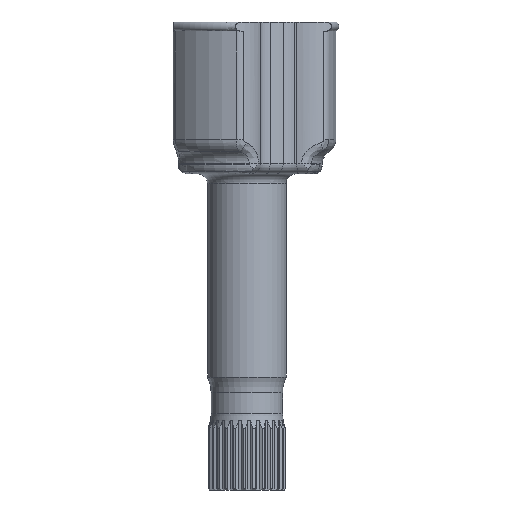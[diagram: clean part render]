
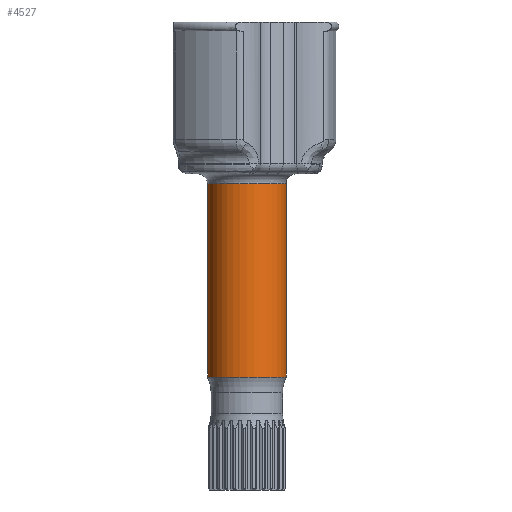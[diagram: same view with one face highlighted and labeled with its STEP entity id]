
A CAD part, left-side view. The second image highlights one B-rep face of the part: STEP entity #4527.
In plain terms, the highlighted cylindrical face has radius 13.995 mm (diameter 27.99 mm), a partial arc.
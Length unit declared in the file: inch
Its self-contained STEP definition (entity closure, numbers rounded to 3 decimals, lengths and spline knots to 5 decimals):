
#580 = EDGE_CURVE ( 'NONE', #9921, #9917, #3967, .T. ) ;
#777 = EDGE_CURVE ( 'NONE', #9923, #9921, #4003, .T. ) ;
#778 = EDGE_CURVE ( 'NONE', #9922, #9917, #4005, .T. ) ;
#781 = EDGE_CURVE ( 'NONE', #9923, #9922, #4006, .T. ) ;
#998 = AXIS2_PLACEMENT_3D ( 'NONE', #3495, #3492, #3491 ) ;
#2553 = AXIS2_PLACEMENT_3D ( 'NONE', #10805, #10806, #10807 ) ;
#2554 = AXIS2_PLACEMENT_3D ( 'NONE', #10802, #10803, #10804 ) ;
#2942 = ORIENTED_EDGE ( 'NONE', *, *, #781, .F. ) ;
#2943 = ORIENTED_EDGE ( 'NONE', *, *, #777, .T. ) ;
#2944 = ORIENTED_EDGE ( 'NONE', *, *, #580, .T. ) ;
#2945 = ORIENTED_EDGE ( 'NONE', *, *, #778, .F. ) ;
#3491 = DIRECTION ( 'NONE',  ( 0., 1., 0. ) ) ;
#3492 = DIRECTION ( 'NONE',  ( 0., 0., -1. ) ) ;
#3495 = CARTESIAN_POINT ( 'NONE',  ( 0., 0., 0. ) ) ;
#3967 = LINE ( 'NONE', #10701, #3977 ) ;
#3977 = VECTOR ( 'NONE', #10702, 39.37008 ) ;
#4003 = CIRCLE ( 'NONE', #2554, 0.55098 ) ;
#4005 = CIRCLE ( 'NONE', #2553, 0.55098 ) ;
#4006 = LINE ( 'NONE', #10812, #4010 ) ;
#4010 = VECTOR ( 'NONE', #10808, 39.37008 ) ;
#4527 = ADVANCED_FACE ( 'NONE', ( #5600 ), #5602, .T. ) ;
#5600 = FACE_OUTER_BOUND ( 'NONE', #8511, .T. ) ;
#5602 = CYLINDRICAL_SURFACE ( 'NONE', #998, 0.55098 ) ;
#8253 = CARTESIAN_POINT ( 'NONE',  ( 0., 0.55098, 1.58268 ) ) ;
#8257 = CARTESIAN_POINT ( 'NONE',  ( 0., 0.55098, 4.289 ) ) ;
#8258 = CARTESIAN_POINT ( 'NONE',  ( 0., -0.55098, 1.58268 ) ) ;
#8259 = CARTESIAN_POINT ( 'NONE',  ( 0., -0.55098, 4.289 ) ) ;
#8511 = EDGE_LOOP ( 'NONE', ( #2942, #2943, #2944, #2945 ) ) ;
#9917 = VERTEX_POINT ( 'NONE', #8253 ) ;
#9921 = VERTEX_POINT ( 'NONE', #8257 ) ;
#9922 = VERTEX_POINT ( 'NONE', #8258 ) ;
#9923 = VERTEX_POINT ( 'NONE', #8259 ) ;
#10701 = CARTESIAN_POINT ( 'NONE',  ( 0., 0.55098, 0. ) ) ;
#10702 = DIRECTION ( 'NONE',  ( 0., 0., -1. ) ) ;
#10802 = CARTESIAN_POINT ( 'NONE',  ( 0., 0., 4.289 ) ) ;
#10803 = DIRECTION ( 'NONE',  ( 0., 0., -1. ) ) ;
#10804 = DIRECTION ( 'NONE',  ( 0., 1., 0. ) ) ;
#10805 = CARTESIAN_POINT ( 'NONE',  ( 0., 0., 1.58268 ) ) ;
#10806 = DIRECTION ( 'NONE',  ( 0., 0., -1. ) ) ;
#10807 = DIRECTION ( 'NONE',  ( 0., 1., 0. ) ) ;
#10808 = DIRECTION ( 'NONE',  ( 0., 0., -1. ) ) ;
#10812 = CARTESIAN_POINT ( 'NONE',  ( 0., -0.55098, 0. ) ) ;
